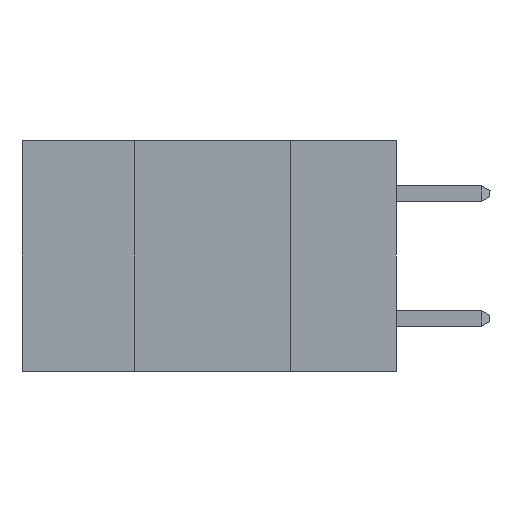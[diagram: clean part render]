
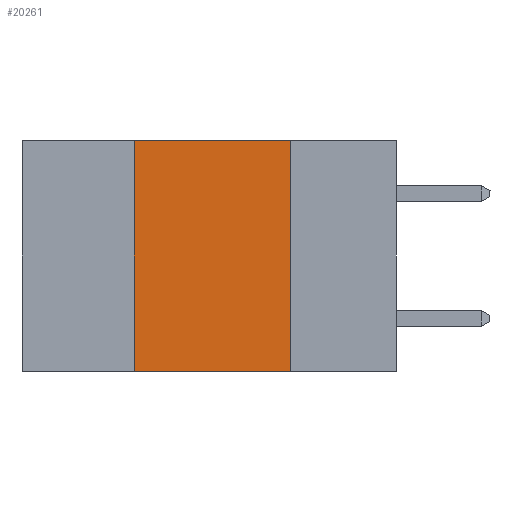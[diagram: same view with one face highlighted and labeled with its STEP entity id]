
A CAD part, left-side view. The second image highlights one B-rep face of the part: STEP entity #20261.
In plain terms, the highlighted planar face has unit normal (-1, 0, 0).
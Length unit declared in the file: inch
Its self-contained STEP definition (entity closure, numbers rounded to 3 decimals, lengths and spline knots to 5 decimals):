
#83 = CARTESIAN_POINT ( 'NONE',  ( 0., 0.6, 0. ) ) ;
#539 = EDGE_CURVE ( 'NONE', #26057, #1808, #15613, .T. ) ;
#787 = DIRECTION ( 'NONE',  ( 0., -1., 0. ) ) ;
#868 = VECTOR ( 'NONE', #16364, 39.37008 ) ;
#1103 = VERTEX_POINT ( 'NONE', #15308 ) ;
#1284 = EDGE_CURVE ( 'NONE', #9723, #1103, #7162, .T. ) ;
#1808 = VERTEX_POINT ( 'NONE', #12496 ) ;
#2194 = EDGE_CURVE ( 'NONE', #1808, #9723, #9687, .T. ) ;
#2278 = DIRECTION ( 'NONE',  ( 0., 0., -1. ) ) ;
#3419 = VECTOR ( 'NONE', #17433, 39.37008 ) ;
#3672 = ORIENTED_EDGE ( 'NONE', *, *, #539, .F. ) ;
#4308 = EDGE_LOOP ( 'NONE', ( #14644, #23790, #3672, #24732 ) ) ;
#7162 = LINE ( 'NONE', #11783, #868 ) ;
#8245 = AXIS2_PLACEMENT_3D ( 'NONE', #83, #15010, #2278 ) ;
#9258 = VECTOR ( 'NONE', #20562, 39.37008 ) ;
#9687 = LINE ( 'NONE', #17905, #3419 ) ;
#9723 = VERTEX_POINT ( 'NONE', #13421 ) ;
#10704 = PLANE ( 'NONE',  #8245 ) ;
#11783 = CARTESIAN_POINT ( 'NONE',  ( 0., 0.17, -0.37 ) ) ;
#12496 = CARTESIAN_POINT ( 'NONE',  ( 0., 0.42, 0. ) ) ;
#13041 = LINE ( 'NONE', #17716, #23539 ) ;
#13421 = CARTESIAN_POINT ( 'NONE',  ( 0., 0.17, 0. ) ) ;
#13735 = FACE_OUTER_BOUND ( 'NONE', #4308, .T. ) ;
#13909 = EDGE_CURVE ( 'NONE', #26057, #1103, #13041, .T. ) ;
#14644 = ORIENTED_EDGE ( 'NONE', *, *, #1284, .F. ) ;
#15010 = DIRECTION ( 'NONE',  ( 1., 0., 0. ) ) ;
#15092 = CARTESIAN_POINT ( 'NONE',  ( 0., 0.42, -0.37 ) ) ;
#15308 = CARTESIAN_POINT ( 'NONE',  ( 0., 0.17, -0.37 ) ) ;
#15613 = LINE ( 'NONE', #21165, #9258 ) ;
#16364 = DIRECTION ( 'NONE',  ( 0., 0., -1. ) ) ;
#17433 = DIRECTION ( 'NONE',  ( 0., -1., 0. ) ) ;
#17716 = CARTESIAN_POINT ( 'NONE',  ( 0., 0.6, -0.37 ) ) ;
#17905 = CARTESIAN_POINT ( 'NONE',  ( 0., 0.6, 0. ) ) ;
#20261 = ADVANCED_FACE ( 'NONE', ( #13735 ), #10704, .F. ) ;
#20562 = DIRECTION ( 'NONE',  ( 0., 0., 1. ) ) ;
#21165 = CARTESIAN_POINT ( 'NONE',  ( 0., 0.42, -0.37 ) ) ;
#23539 = VECTOR ( 'NONE', #787, 39.37008 ) ;
#23790 = ORIENTED_EDGE ( 'NONE', *, *, #2194, .F. ) ;
#24732 = ORIENTED_EDGE ( 'NONE', *, *, #13909, .T. ) ;
#26057 = VERTEX_POINT ( 'NONE', #15092 ) ;
